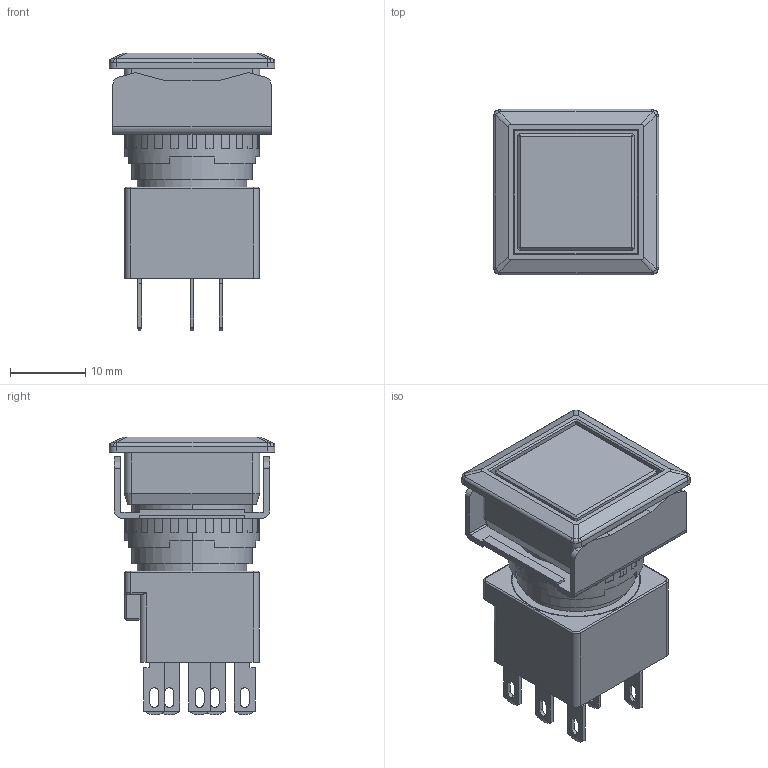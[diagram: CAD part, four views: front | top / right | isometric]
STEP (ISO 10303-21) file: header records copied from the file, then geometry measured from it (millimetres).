
FILE_DESCRIPTION (( 'STEP AP214' ), '1' );
FILE_NAME ('203_LB7(M)L-[M][A]1Tx[1][3][4]$.STEP', '2020-09-25T01:21:48', ( 'IDEC' ), ( 'IDEC' ), 'SwSTEP 2.0', 'SolidWorks 2019', '' );
FILE_SCHEMA (( 'AUTOMOTIVE_DESIGN' ));
Length unit declared in the file: millimetre
Products named in the file (5): LB-T20; LB-FL-BODY-Q; LB-FL-NUT-SET; LB-OPERATOR-Q; 203_LB7(M)L-[M][A]1Tx[1][3][4]$
Assembly tree (4 placements, depth 2):
  203_LB7(M)L-[M][A]1Tx[1][3][4]$
    LB-FL-BODY-Q
    LB-OPERATOR-Q
    LB-T20
    LB-FL-NUT-SET
Bounding box: 22 x 22 x 36.9 mm (x, y, z)
Volume: 8127.2 mm3; surface area: 7062.6 mm2
Topology: 4 solids, 4 shells, 471 faces, 1266 edges, 812 vertices
Faces by surface type: plane 286, cylinder 155, bspline 24, cone 6
Entity records: 16432 total; most frequent: CARTESIAN_POINT 3404, ORIENTED_EDGE 2520, DIRECTION 2431, EDGE_CURVE 1260, VECTOR 829, LINE 829, VERTEX_POINT 812, AXIS2_PLACEMENT_3D 801
